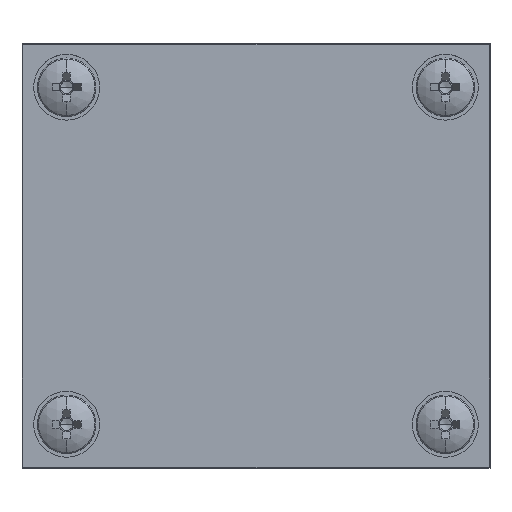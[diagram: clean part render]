
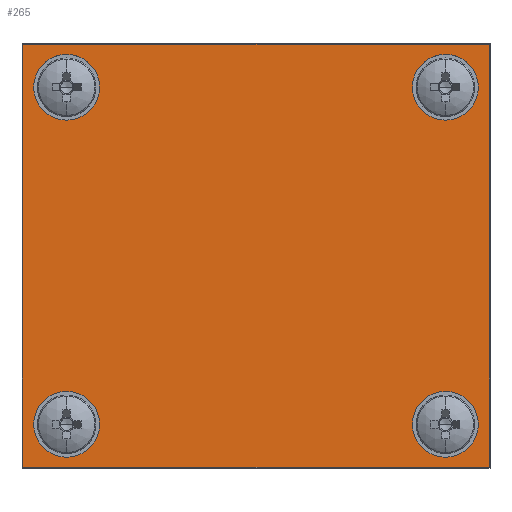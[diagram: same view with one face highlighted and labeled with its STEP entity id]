
A CAD part, top view. The second image highlights one B-rep face of the part: STEP entity #265.
In plain terms, the highlighted face is planar.
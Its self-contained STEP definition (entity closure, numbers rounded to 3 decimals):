
#6 = DIRECTION ( 'NONE',  ( 0., -1., 0. ) ) ;
#59 = PLANE ( 'NONE',  #2484 ) ;
#78 = DIRECTION ( 'NONE',  ( 0., 0., -1. ) ) ;
#104 = VECTOR ( 'NONE', #3620, 1000. ) ;
#238 = CIRCLE ( 'NONE', #2064, 4.5 ) ;
#250 = FACE_BOUND ( 'NONE', #3801, .T. ) ;
#265 = ADVANCED_FACE ( 'NONE', ( #250, #919, #2440, #3632, #582 ), #59, .T. ) ;
#279 = EDGE_CURVE ( 'NONE', #3367, #785, #1954, .T. ) ;
#299 = EDGE_LOOP ( 'NONE', ( #2824, #3789 ) ) ;
#305 = VERTEX_POINT ( 'NONE', #3722 ) ;
#308 = AXIS2_PLACEMENT_3D ( 'NONE', #720, #1309, #2017 ) ;
#410 = CARTESIAN_POINT ( 'NONE',  ( 28.913, -5., -31.913 ) ) ;
#433 = EDGE_CURVE ( 'NONE', #2406, #3126, #1377, .T. ) ;
#471 = DIRECTION ( 'NONE',  ( 0., 0., 1. ) ) ;
#547 = DIRECTION ( 'NONE',  ( 0., -1., 0. ) ) ;
#550 = ORIENTED_EDGE ( 'NONE', *, *, #1230, .F. ) ;
#582 = FACE_OUTER_BOUND ( 'NONE', #2110, .T. ) ;
#634 = CIRCLE ( 'NONE', #1747, 4.5 ) ;
#720 = CARTESIAN_POINT ( 'NONE',  ( 23.05, -5., -25.9 ) ) ;
#733 = EDGE_CURVE ( 'NONE', #2814, #1563, #3534, .T. ) ;
#778 = CARTESIAN_POINT ( 'NONE',  ( -28.913, -5., 32. ) ) ;
#785 = VERTEX_POINT ( 'NONE', #2878 ) ;
#841 = VERTEX_POINT ( 'NONE', #1251 ) ;
#879 = VECTOR ( 'NONE', #1134, 1000. ) ;
#919 = FACE_BOUND ( 'NONE', #979, .T. ) ;
#979 = EDGE_LOOP ( 'NONE', ( #1211, #1634 ) ) ;
#991 = ORIENTED_EDGE ( 'NONE', *, *, #2681, .F. ) ;
#1010 = CARTESIAN_POINT ( 'NONE',  ( -23.05, -5., 30.4 ) ) ;
#1049 = AXIS2_PLACEMENT_3D ( 'NONE', #3641, #547, #2114 ) ;
#1052 = CARTESIAN_POINT ( 'NONE',  ( 28.913, -5., 32. ) ) ;
#1134 = DIRECTION ( 'NONE',  ( -1., 0., 0. ) ) ;
#1175 = LINE ( 'NONE', #2425, #104 ) ;
#1203 = DIRECTION ( 'NONE',  ( 0., -1., 0. ) ) ;
#1211 = ORIENTED_EDGE ( 'NONE', *, *, #3719, .F. ) ;
#1230 = EDGE_CURVE ( 'NONE', #2702, #2565, #1448, .T. ) ;
#1251 = CARTESIAN_POINT ( 'NONE',  ( -28.913, -5., -31.913 ) ) ;
#1309 = DIRECTION ( 'NONE',  ( 0., -1., 0. ) ) ;
#1377 = LINE ( 'NONE', #1052, #2678 ) ;
#1410 = AXIS2_PLACEMENT_3D ( 'NONE', #1511, #1203, #3936 ) ;
#1414 = EDGE_CURVE ( 'NONE', #3126, #841, #2312, .T. ) ;
#1448 = CIRCLE ( 'NONE', #1049, 4.5 ) ;
#1484 = DIRECTION ( 'NONE',  ( 0., 0., -1. ) ) ;
#1511 = CARTESIAN_POINT ( 'NONE',  ( -23.05, -5., 25.9 ) ) ;
#1512 = CARTESIAN_POINT ( 'NONE',  ( 23.05, -5., -30.4 ) ) ;
#1563 = VERTEX_POINT ( 'NONE', #1512 ) ;
#1564 = DIRECTION ( 'NONE',  ( 0., 0., -1. ) ) ;
#1634 = ORIENTED_EDGE ( 'NONE', *, *, #2061, .F. ) ;
#1747 = AXIS2_PLACEMENT_3D ( 'NONE', #3898, #3303, #3321 ) ;
#1760 = CARTESIAN_POINT ( 'NONE',  ( 28.913, -5., 31.913 ) ) ;
#1780 = CARTESIAN_POINT ( 'NONE',  ( 23.05, -5., 21.4 ) ) ;
#1855 = DIRECTION ( 'NONE',  ( 0., -1., 0. ) ) ;
#1897 = CARTESIAN_POINT ( 'NONE',  ( 0., -5., 0. ) ) ;
#1954 = CIRCLE ( 'NONE', #2345, 4.5 ) ;
#1999 = CIRCLE ( 'NONE', #2395, 4.5 ) ;
#2006 = CARTESIAN_POINT ( 'NONE',  ( -23.05, -5., -30.4 ) ) ;
#2017 = DIRECTION ( 'NONE',  ( 0., 0., -1. ) ) ;
#2055 = AXIS2_PLACEMENT_3D ( 'NONE', #2262, #2492, #3806 ) ;
#2061 = EDGE_CURVE ( 'NONE', #3531, #2859, #3694, .T. ) ;
#2064 = AXIS2_PLACEMENT_3D ( 'NONE', #3587, #2346, #1484 ) ;
#2107 = CARTESIAN_POINT ( 'NONE',  ( 23.05, -5., -25.9 ) ) ;
#2110 = EDGE_LOOP ( 'NONE', ( #3496, #2674, #2413, #2519 ) ) ;
#2114 = DIRECTION ( 'NONE',  ( 0., 0., -1. ) ) ;
#2262 = CARTESIAN_POINT ( 'NONE',  ( -23.05, -5., -25.9 ) ) ;
#2280 = EDGE_CURVE ( 'NONE', #305, #2406, #1175, .T. ) ;
#2312 = LINE ( 'NONE', #3876, #879 ) ;
#2323 = VECTOR ( 'NONE', #471, 1000. ) ;
#2345 = AXIS2_PLACEMENT_3D ( 'NONE', #3433, #6, #78 ) ;
#2346 = DIRECTION ( 'NONE',  ( 0., -1., 0. ) ) ;
#2395 = AXIS2_PLACEMENT_3D ( 'NONE', #2107, #3972, #3576 ) ;
#2406 = VERTEX_POINT ( 'NONE', #1760 ) ;
#2413 = ORIENTED_EDGE ( 'NONE', *, *, #2844, .F. ) ;
#2425 = CARTESIAN_POINT ( 'NONE',  ( -29., -5., 31.913 ) ) ;
#2440 = FACE_BOUND ( 'NONE', #299, .T. ) ;
#2484 = AXIS2_PLACEMENT_3D ( 'NONE', #1897, #1855, #1564 ) ;
#2492 = DIRECTION ( 'NONE',  ( 0., -1., 0. ) ) ;
#2519 = ORIENTED_EDGE ( 'NONE', *, *, #1414, .F. ) ;
#2523 = CARTESIAN_POINT ( 'NONE',  ( 23.05, -5., -21.4 ) ) ;
#2565 = VERTEX_POINT ( 'NONE', #1780 ) ;
#2674 = ORIENTED_EDGE ( 'NONE', *, *, #2280, .F. ) ;
#2678 = VECTOR ( 'NONE', #3812, 1000. ) ;
#2681 = EDGE_CURVE ( 'NONE', #2565, #2702, #238, .T. ) ;
#2702 = VERTEX_POINT ( 'NONE', #3267 ) ;
#2814 = VERTEX_POINT ( 'NONE', #2523 ) ;
#2824 = ORIENTED_EDGE ( 'NONE', *, *, #2999, .F. ) ;
#2844 = EDGE_CURVE ( 'NONE', #841, #305, #2873, .T. ) ;
#2859 = VERTEX_POINT ( 'NONE', #2006 ) ;
#2873 = LINE ( 'NONE', #778, #2323 ) ;
#2878 = CARTESIAN_POINT ( 'NONE',  ( -23.05, -5., 21.4 ) ) ;
#2999 = EDGE_CURVE ( 'NONE', #785, #3367, #3162, .T. ) ;
#3029 = EDGE_CURVE ( 'NONE', #1563, #2814, #1999, .T. ) ;
#3126 = VERTEX_POINT ( 'NONE', #410 ) ;
#3145 = CARTESIAN_POINT ( 'NONE',  ( -23.05, -5., -21.4 ) ) ;
#3162 = CIRCLE ( 'NONE', #1410, 4.5 ) ;
#3211 = ORIENTED_EDGE ( 'NONE', *, *, #3029, .F. ) ;
#3267 = CARTESIAN_POINT ( 'NONE',  ( 23.05, -5., 30.4 ) ) ;
#3303 = DIRECTION ( 'NONE',  ( 0., -1., 0. ) ) ;
#3321 = DIRECTION ( 'NONE',  ( 0., 0., -1. ) ) ;
#3367 = VERTEX_POINT ( 'NONE', #1010 ) ;
#3433 = CARTESIAN_POINT ( 'NONE',  ( -23.05, -5., 25.9 ) ) ;
#3496 = ORIENTED_EDGE ( 'NONE', *, *, #433, .F. ) ;
#3531 = VERTEX_POINT ( 'NONE', #3145 ) ;
#3534 = CIRCLE ( 'NONE', #308, 4.5 ) ;
#3576 = DIRECTION ( 'NONE',  ( 0., 0., -1. ) ) ;
#3587 = CARTESIAN_POINT ( 'NONE',  ( 23.05, -5., 25.9 ) ) ;
#3620 = DIRECTION ( 'NONE',  ( 1., 0., 0. ) ) ;
#3632 = FACE_BOUND ( 'NONE', #3939, .T. ) ;
#3641 = CARTESIAN_POINT ( 'NONE',  ( 23.05, -5., 25.9 ) ) ;
#3694 = CIRCLE ( 'NONE', #2055, 4.5 ) ;
#3719 = EDGE_CURVE ( 'NONE', #2859, #3531, #634, .T. ) ;
#3722 = CARTESIAN_POINT ( 'NONE',  ( -28.913, -5., 31.913 ) ) ;
#3763 = ORIENTED_EDGE ( 'NONE', *, *, #733, .F. ) ;
#3789 = ORIENTED_EDGE ( 'NONE', *, *, #279, .F. ) ;
#3801 = EDGE_LOOP ( 'NONE', ( #3211, #3763 ) ) ;
#3806 = DIRECTION ( 'NONE',  ( 0., 0., -1. ) ) ;
#3812 = DIRECTION ( 'NONE',  ( 0., 0., -1. ) ) ;
#3876 = CARTESIAN_POINT ( 'NONE',  ( -29., -5., -31.913 ) ) ;
#3898 = CARTESIAN_POINT ( 'NONE',  ( -23.05, -5., -25.9 ) ) ;
#3936 = DIRECTION ( 'NONE',  ( 0., 0., -1. ) ) ;
#3939 = EDGE_LOOP ( 'NONE', ( #991, #550 ) ) ;
#3972 = DIRECTION ( 'NONE',  ( 0., -1., 0. ) ) ;
